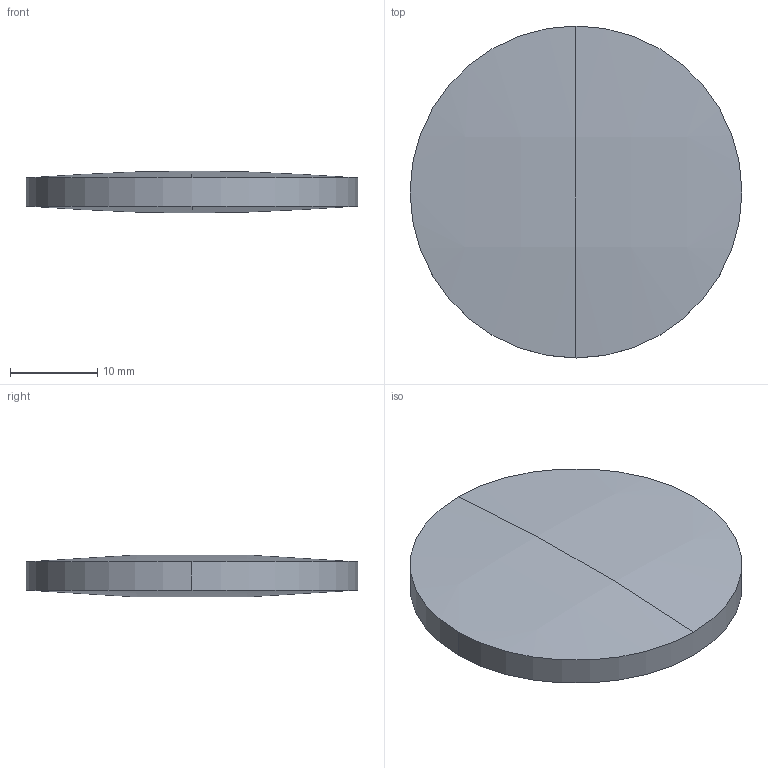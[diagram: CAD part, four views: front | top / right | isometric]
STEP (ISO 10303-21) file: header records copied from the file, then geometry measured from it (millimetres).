
FILE_DESCRIPTION (( 'STEP AP203' ), '1' );
FILE_NAME ('111-0418E BK7 bi-cx 38.1 F200.STEP', '2019-01-10T10:47:55', ( '' ), ( '' ), 'SwSTEP 2.0', 'SolidWorks 2017', '' );
FILE_SCHEMA (( 'CONFIG_CONTROL_DESIGN' ));
Length unit declared in the file: millimetre
Products named in the file (1): 111-0418E BK7 bi-cx 38.1 F200
Bounding box: 38.1 x 38.1 x 4.8 mm (x, y, z)
Volume: 4697.7 mm3; surface area: 2672.8 mm2
Topology: 1 solids, 1 shells, 6 faces, 12 edges, 8 vertices
Faces by surface type: bspline 4, cylinder 2
Entity records: 287 total; most frequent: CARTESIAN_POINT 87, DIRECTION 28, ORIENTED_EDGE 24, AXIS2_PLACEMENT_3D 13, EDGE_CURVE 12, CIRCLE 10, PERSON_AND_ORGANIZATION 8, VERTEX_POINT 8
